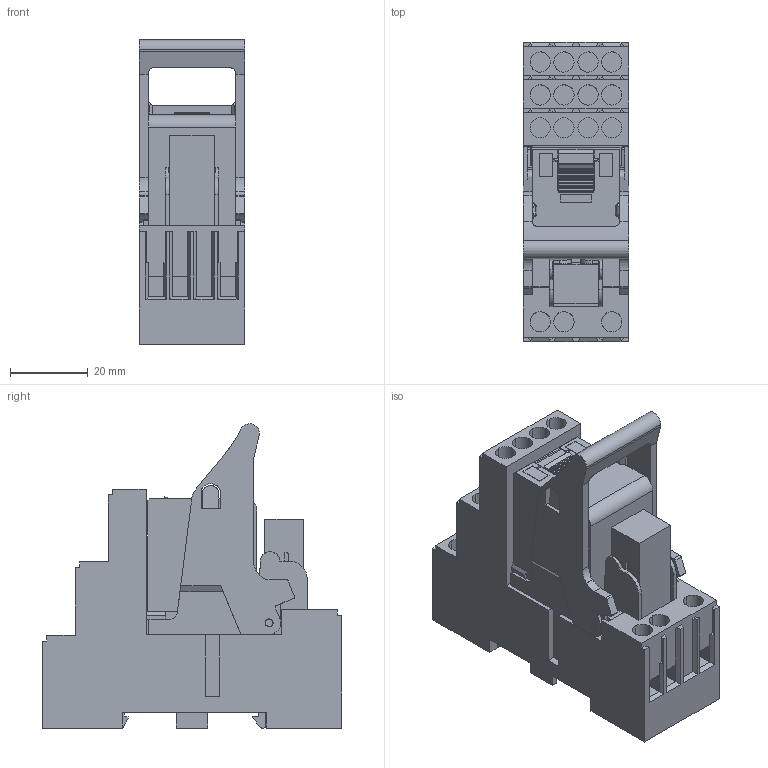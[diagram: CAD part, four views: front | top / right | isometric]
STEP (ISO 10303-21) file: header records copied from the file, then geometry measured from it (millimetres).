
FILE_DESCRIPTION(('CATIA V5R24 STEP','CAx-IF Rec.Pracs.--- Model Styling and Organization---1.2---2011-12-15'),'2;1');
FILE_NAME ('7839688_5', '2018-01-30T12:40:01+00:00', ('Weidmueller Interface'), ('Weidmueller'), 'CATIA Version 5-6 Release 2014 SP4', 'CATIA V5 STEP AP214', 'none');
FILE_SCHEMA(('AUTOMOTIVE_DESIGN { 1 0 10303 214 1 1 1 1 }'));
Length unit declared in the file: millimetre
Products named in the file (1): S3D_RCMKIT_I_XXXVAC_4CO_LD
Bounding box: 27.2 x 77 x 78.29 mm (x, y, z)
Volume: 88391.2 mm3; surface area: 30497.7 mm2
Topology: 21 solids, 22 shells, 812 faces, 2152 edges, 1430 vertices
Faces by surface type: plane 648, cylinder 164
Entity records: 25508 total; most frequent: CARTESIAN_POINT 5601, ORIENTED_EDGE 4304, DIRECTION 3190, EDGE_CURVE 2152, VECTOR 1706, LINE 1706, VERTEX_POINT 1430, AXIS2_PLACEMENT_3D 870
